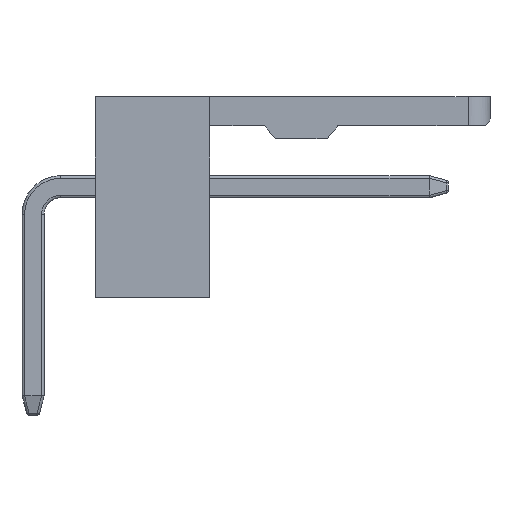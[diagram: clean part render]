
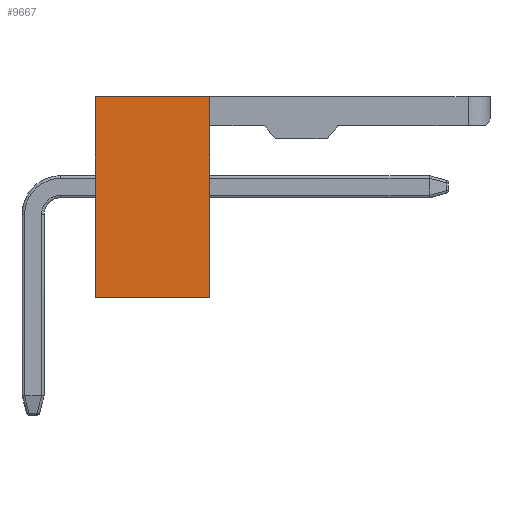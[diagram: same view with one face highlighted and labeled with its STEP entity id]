
A CAD part, left-side view. The second image highlights one B-rep face of the part: STEP entity #9667.
In plain terms, the highlighted planar face has unit normal (-1, 0, 0).
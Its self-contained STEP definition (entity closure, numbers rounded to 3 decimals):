
#56 = ORIENTED_EDGE ( 'NONE', *, *, #7036, .F. ) ;
#700 = CARTESIAN_POINT ( 'NONE',  ( -5.08, -11.4, -2.9 ) ) ;
#750 = LINE ( 'NONE', #8138, #10656 ) ;
#1909 = VECTOR ( 'NONE', #18363, 1000. ) ;
#3890 = VECTOR ( 'NONE', #15524, 1000. ) ;
#4007 = CARTESIAN_POINT ( 'NONE',  ( -5.08, -3.3, 2.9 ) ) ;
#5445 = VERTEX_POINT ( 'NONE', #4007 ) ;
#5909 = FACE_OUTER_BOUND ( 'NONE', #16233, .T. ) ;
#6409 = AXIS2_PLACEMENT_3D ( 'NONE', #16819, #22567, #8404 ) ;
#7036 = EDGE_CURVE ( 'NONE', #10742, #18678, #7686, .T. ) ;
#7567 = LINE ( 'NONE', #20421, #1909 ) ;
#7686 = LINE ( 'NONE', #18508, #22956 ) ;
#8138 = CARTESIAN_POINT ( 'NONE',  ( -5.08, -11.4, 2.9 ) ) ;
#8404 = DIRECTION ( 'NONE',  ( 0., 0., 1. ) ) ;
#8422 = ORIENTED_EDGE ( 'NONE', *, *, #21412, .F. ) ;
#8632 = CARTESIAN_POINT ( 'NONE',  ( -5.08, 0., -2.9 ) ) ;
#9372 = DIRECTION ( 'NONE',  ( 0., 0., 1. ) ) ;
#9667 = ADVANCED_FACE ( 'NONE', ( #5909 ), #15239, .T. ) ;
#10656 = VECTOR ( 'NONE', #12159, 1000. ) ;
#10742 = VERTEX_POINT ( 'NONE', #8632 ) ;
#10753 = ORIENTED_EDGE ( 'NONE', *, *, #11675, .T. ) ;
#10862 = ORIENTED_EDGE ( 'NONE', *, *, #21092, .F. ) ;
#11675 = EDGE_CURVE ( 'NONE', #5445, #18678, #750, .T. ) ;
#12159 = DIRECTION ( 'NONE',  ( 0., 1., 0. ) ) ;
#15067 = CARTESIAN_POINT ( 'NONE',  ( -5.08, 0., 2.9 ) ) ;
#15239 = PLANE ( 'NONE',  #6409 ) ;
#15524 = DIRECTION ( 'NONE',  ( 0., 1., 0. ) ) ;
#16233 = EDGE_LOOP ( 'NONE', ( #10862, #10753, #56, #8422 ) ) ;
#16819 = CARTESIAN_POINT ( 'NONE',  ( -5.08, -11.4, 2.9 ) ) ;
#17340 = LINE ( 'NONE', #700, #3890 ) ;
#17746 = VERTEX_POINT ( 'NONE', #18947 ) ;
#18363 = DIRECTION ( 'NONE',  ( 0., 0., -1. ) ) ;
#18508 = CARTESIAN_POINT ( 'NONE',  ( -5.08, 0., 2.9 ) ) ;
#18678 = VERTEX_POINT ( 'NONE', #15067 ) ;
#18947 = CARTESIAN_POINT ( 'NONE',  ( -5.08, -3.3, -2.9 ) ) ;
#20421 = CARTESIAN_POINT ( 'NONE',  ( -5.08, -3.3, 2.9 ) ) ;
#21092 = EDGE_CURVE ( 'NONE', #5445, #17746, #7567, .T. ) ;
#21412 = EDGE_CURVE ( 'NONE', #17746, #10742, #17340, .T. ) ;
#22567 = DIRECTION ( 'NONE',  ( -1., 0., 0. ) ) ;
#22956 = VECTOR ( 'NONE', #9372, 1000. ) ;
